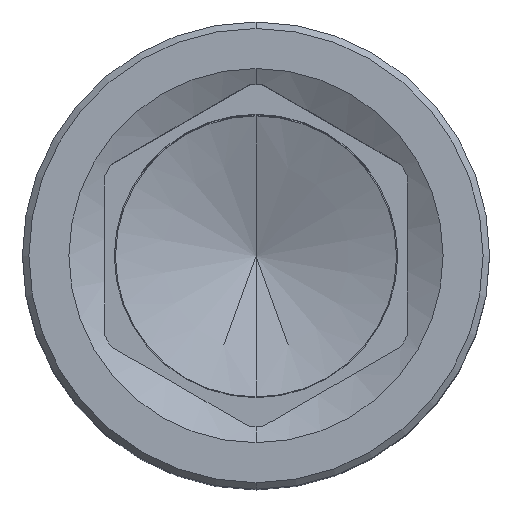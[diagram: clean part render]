
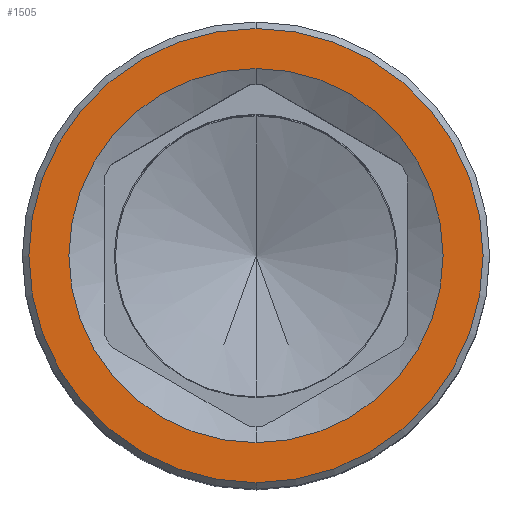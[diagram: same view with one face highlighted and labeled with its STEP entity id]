
A CAD part, top view. The second image highlights one B-rep face of the part: STEP entity #1505.
In plain terms, the highlighted planar face has unit normal (0, 0, 1).
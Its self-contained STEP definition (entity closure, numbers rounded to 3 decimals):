
#85=CARTESIAN_POINT('',(0.,0.,150.));
#86=DIRECTION('',(0.,0.,-1.));
#87=DIRECTION('',(0.,1.,0.));
#88=AXIS2_PLACEMENT_3D('',#85,#86,#87);
#90=CARTESIAN_POINT('',(0.,0.,150.));
#91=DIRECTION('',(0.,0.,-1.));
#92=DIRECTION('',(0.,-1.,0.));
#93=AXIS2_PLACEMENT_3D('',#90,#91,#92);
#95=CARTESIAN_POINT('',(0.,0.,150.));
#96=DIRECTION('',(0.,0.,1.));
#97=DIRECTION('',(0.,-1.,0.));
#98=AXIS2_PLACEMENT_3D('',#95,#96,#97);
#100=CARTESIAN_POINT('',(0.,0.,150.));
#101=DIRECTION('',(0.,0.,1.));
#102=DIRECTION('',(0.,1.,0.));
#103=AXIS2_PLACEMENT_3D('',#100,#101,#102);
#1228=CARTESIAN_POINT('',(0.,8.65,150.));
#1229=CARTESIAN_POINT('',(0.,-8.65,150.));
#1230=VERTEX_POINT('',#1228);
#1231=VERTEX_POINT('',#1229);
#1232=CARTESIAN_POINT('',(0.,-10.5,150.));
#1233=CARTESIAN_POINT('',(0.,10.5,150.));
#1234=VERTEX_POINT('',#1232);
#1235=VERTEX_POINT('',#1233);
#1489=CARTESIAN_POINT('',(0.,0.,150.));
#1490=DIRECTION('',(0.,0.,1.));
#1491=DIRECTION('',(0.,1.,0.));
#1492=AXIS2_PLACEMENT_3D('',#1489,#1490,#1491);
#1493=PLANE('',#1492);
#1494=ORIENTED_EDGE('',*,*,#1479,.F.);
#1496=ORIENTED_EDGE('',*,*,#1495,.F.);
#1497=EDGE_LOOP('',(#1494,#1496));
#1498=FACE_OUTER_BOUND('',#1497,.F.);
#1500=ORIENTED_EDGE('',*,*,#1499,.F.);
#1502=ORIENTED_EDGE('',*,*,#1501,.F.);
#1503=EDGE_LOOP('',(#1500,#1502));
#1504=FACE_BOUND('',#1503,.F.);
#1505=ADVANCED_FACE('',(#1498,#1504),#1493,.T.);
#89=CIRCLE('',#88,8.65);
#94=CIRCLE('',#93,8.65);
#99=CIRCLE('',#98,10.5);
#104=CIRCLE('',#103,10.5);
#1479=EDGE_CURVE('',#1234,#1235,#99,.T.);
#1495=EDGE_CURVE('',#1235,#1234,#104,.T.);
#1499=EDGE_CURVE('',#1230,#1231,#89,.T.);
#1501=EDGE_CURVE('',#1231,#1230,#94,.T.);
